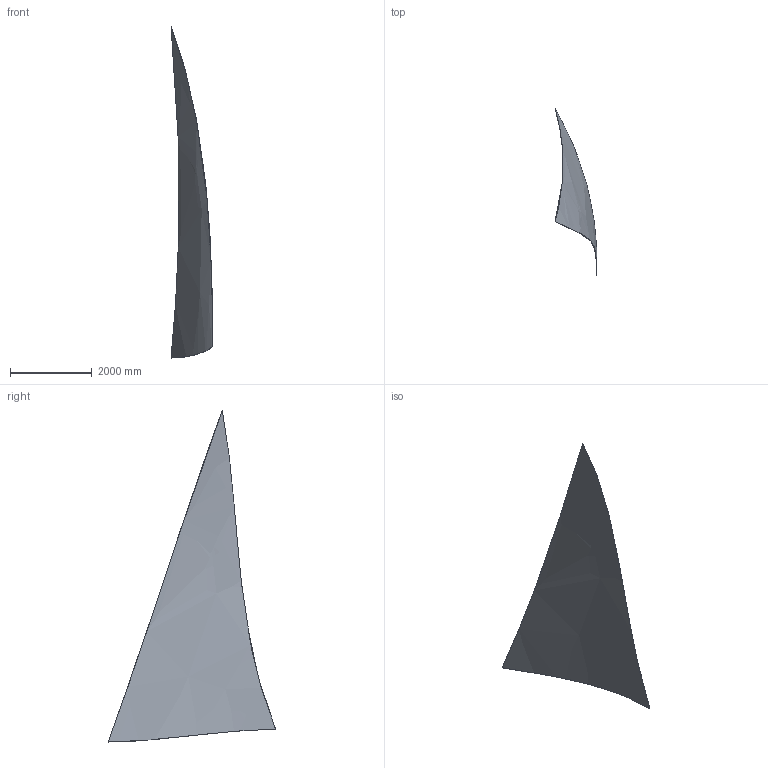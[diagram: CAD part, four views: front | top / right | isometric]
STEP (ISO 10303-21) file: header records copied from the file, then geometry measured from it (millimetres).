
FILE_DESCRIPTION( ( '' ), ' ' );
FILE_NAME( '5be11bd60cd1df151d68208a.step', '2018-11-06T04:43:02', ( '' ), ( '' ), ' ', ' ', ' ' );
FILE_SCHEMA( ( 'AUTOMOTIVE_DESIGN { 1 0 10303 214 1 1 1 1 }' ) );
Length unit declared in the file: metre
Products named in the file (1): Genoa
Bounding box: 1025.43 x 4101.05 x 8132.78 mm (x, y, z)
Volume: 53531789.8 mm3; surface area: 32038063.4 mm2
Topology: 1 solids, 1 shells, 5 faces, 9 edges, 6 vertices
Faces by surface type: bspline 3, offset 2
Entity records: 3287 total; most frequent: CARTESIAN_POINT 3160, ORIENTED_EDGE 18, EDGE_CURVE 9, B_SPLINE_CURVE_WITH_KNOTS 9, VERTEX_POINT 6, STYLED_ITEM 5, PRESENTATION_STYLE_ASSIGNMENT 5, ADVANCED_FACE 5
